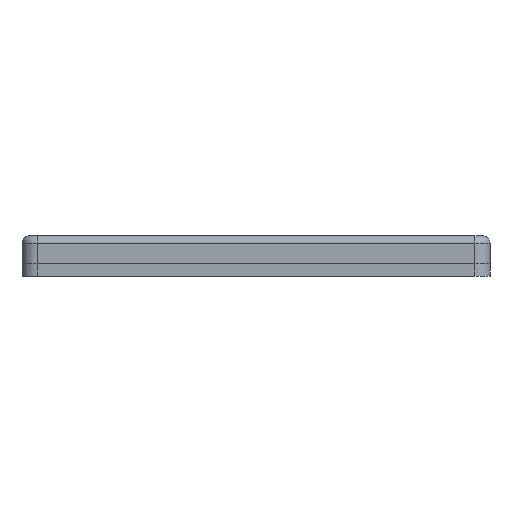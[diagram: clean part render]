
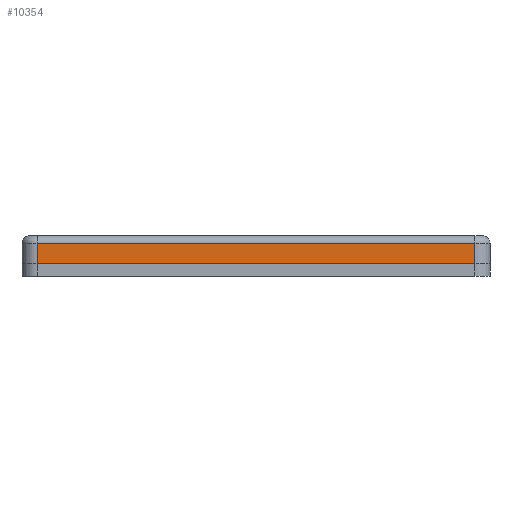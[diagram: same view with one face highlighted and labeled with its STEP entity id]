
A CAD part, left-side view. The second image highlights one B-rep face of the part: STEP entity #10354.
In plain terms, the highlighted planar face has unit normal (-1, 0, 0).
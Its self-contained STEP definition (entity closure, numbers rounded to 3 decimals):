
#371 = CYLINDRICAL_SURFACE('',#372,1.);
#372 = AXIS2_PLACEMENT_3D('',#373,#374,#375);
#373 = CARTESIAN_POINT('',(-45.862,-29.051,2.7));
#374 = DIRECTION('',(0.,1.,0.));
#375 = DIRECTION('',(0.,0.,1.));
#4086 = VERTEX_POINT('',#4087);
#4087 = CARTESIAN_POINT('',(-46.862,29.051,2.7));
#4124 = CYLINDRICAL_SURFACE('',#4125,2.);
#4125 = AXIS2_PLACEMENT_3D('',#4126,#4127,#4128);
#4126 = CARTESIAN_POINT('',(-44.862,29.051,0.));
#4127 = DIRECTION('',(-0.,-0.,-1.));
#4128 = DIRECTION('',(1.,0.,0.));
#4187 = VERTEX_POINT('',#4188);
#4188 = CARTESIAN_POINT('',(-46.862,-29.051,2.7));
#4208 = EDGE_CURVE('',#4187,#4086,#4209,.T.);
#4209 = SURFACE_CURVE('',#4210,(#4214,#4221),.PCURVE_S1.);
#4210 = LINE('',#4211,#4212);
#4211 = CARTESIAN_POINT('',(-46.862,-29.051,2.7));
#4212 = VECTOR('',#4213,1.);
#4213 = DIRECTION('',(0.,1.,0.));
#4214 = PCURVE('',#371,#4215);
#4215 = DEFINITIONAL_REPRESENTATION('',(#4216),#4220);
#4216 = LINE('',#4217,#4218);
#4217 = CARTESIAN_POINT('',(-1.571,0.));
#4218 = VECTOR('',#4219,1.);
#4219 = DIRECTION('',(-0.,1.));
#4220 = ( GEOMETRIC_REPRESENTATION_CONTEXT(2) 
PARAMETRIC_REPRESENTATION_CONTEXT() REPRESENTATION_CONTEXT('2D SPACE',''
  ) );
#4221 = PCURVE('',#4222,#4227);
#4222 = PLANE('',#4223);
#4223 = AXIS2_PLACEMENT_3D('',#4224,#4225,#4226);
#4224 = CARTESIAN_POINT('',(-46.862,-29.051,0.));
#4225 = DIRECTION('',(-1.,0.,0.));
#4226 = DIRECTION('',(0.,1.,0.));
#4227 = DEFINITIONAL_REPRESENTATION('',(#4228),#4232);
#4228 = LINE('',#4229,#4230);
#4229 = CARTESIAN_POINT('',(0.,-2.7));
#4230 = VECTOR('',#4231,1.);
#4231 = DIRECTION('',(1.,0.));
#4232 = ( GEOMETRIC_REPRESENTATION_CONTEXT(2) 
PARAMETRIC_REPRESENTATION_CONTEXT() REPRESENTATION_CONTEXT('2D SPACE',''
  ) );
#4325 = CYLINDRICAL_SURFACE('',#4326,2.);
#4326 = AXIS2_PLACEMENT_3D('',#4327,#4328,#4329);
#4327 = CARTESIAN_POINT('',(-44.862,-29.051,0.));
#4328 = DIRECTION('',(-0.,-0.,-1.));
#4329 = DIRECTION('',(1.,0.,0.));
#9941 = PLANE('',#9942);
#9942 = AXIS2_PLACEMENT_3D('',#9943,#9944,#9945);
#9943 = CARTESIAN_POINT('',(-46.863,-29.051,0.));
#9944 = DIRECTION('',(1.,0.,0.));
#9945 = DIRECTION('',(0.,1.,0.));
#10311 = EDGE_CURVE('',#10312,#4086,#10314,.T.);
#10312 = VERTEX_POINT('',#10313);
#10313 = CARTESIAN_POINT('',(-46.862,29.051,0.));
#10314 = SURFACE_CURVE('',#10315,(#10319,#10326),.PCURVE_S1.);
#10315 = LINE('',#10316,#10317);
#10316 = CARTESIAN_POINT('',(-46.862,29.051,0.));
#10317 = VECTOR('',#10318,1.);
#10318 = DIRECTION('',(0.,0.,1.));
#10319 = PCURVE('',#4124,#10320);
#10320 = DEFINITIONAL_REPRESENTATION('',(#10321),#10325);
#10321 = LINE('',#10322,#10323);
#10322 = CARTESIAN_POINT('',(-3.142,0.));
#10323 = VECTOR('',#10324,1.);
#10324 = DIRECTION('',(-0.,-1.));
#10325 = ( GEOMETRIC_REPRESENTATION_CONTEXT(2) 
PARAMETRIC_REPRESENTATION_CONTEXT() REPRESENTATION_CONTEXT('2D SPACE',''
  ) );
#10326 = PCURVE('',#4222,#10327);
#10327 = DEFINITIONAL_REPRESENTATION('',(#10328),#10332);
#10328 = LINE('',#10329,#10330);
#10329 = CARTESIAN_POINT('',(58.102,0.));
#10330 = VECTOR('',#10331,1.);
#10331 = DIRECTION('',(0.,-1.));
#10332 = ( GEOMETRIC_REPRESENTATION_CONTEXT(2) 
PARAMETRIC_REPRESENTATION_CONTEXT() REPRESENTATION_CONTEXT('2D SPACE',''
  ) );
#10354 = ADVANCED_FACE('',(#10355),#4222,.T.);
#10355 = FACE_BOUND('',#10356,.T.);
#10356 = EDGE_LOOP('',(#10357,#10380,#10381,#10382));
#10357 = ORIENTED_EDGE('',*,*,#10358,.T.);
#10358 = EDGE_CURVE('',#10359,#4187,#10361,.T.);
#10359 = VERTEX_POINT('',#10360);
#10360 = CARTESIAN_POINT('',(-46.862,-29.051,0.));
#10361 = SURFACE_CURVE('',#10362,(#10366,#10373),.PCURVE_S1.);
#10362 = LINE('',#10363,#10364);
#10363 = CARTESIAN_POINT('',(-46.862,-29.051,0.));
#10364 = VECTOR('',#10365,1.);
#10365 = DIRECTION('',(0.,0.,1.));
#10366 = PCURVE('',#4222,#10367);
#10367 = DEFINITIONAL_REPRESENTATION('',(#10368),#10372);
#10368 = LINE('',#10369,#10370);
#10369 = CARTESIAN_POINT('',(0.,0.));
#10370 = VECTOR('',#10371,1.);
#10371 = DIRECTION('',(0.,-1.));
#10372 = ( GEOMETRIC_REPRESENTATION_CONTEXT(2) 
PARAMETRIC_REPRESENTATION_CONTEXT() REPRESENTATION_CONTEXT('2D SPACE',''
  ) );
#10373 = PCURVE('',#4325,#10374);
#10374 = DEFINITIONAL_REPRESENTATION('',(#10375),#10379);
#10375 = LINE('',#10376,#10377);
#10376 = CARTESIAN_POINT('',(-3.142,0.));
#10377 = VECTOR('',#10378,1.);
#10378 = DIRECTION('',(-0.,-1.));
#10379 = ( GEOMETRIC_REPRESENTATION_CONTEXT(2) 
PARAMETRIC_REPRESENTATION_CONTEXT() REPRESENTATION_CONTEXT('2D SPACE',''
  ) );
#10380 = ORIENTED_EDGE('',*,*,#4208,.T.);
#10381 = ORIENTED_EDGE('',*,*,#10311,.F.);
#10382 = ORIENTED_EDGE('',*,*,#10383,.F.);
#10383 = EDGE_CURVE('',#10359,#10312,#10384,.T.);
#10384 = SURFACE_CURVE('',#10385,(#10389,#10396),.PCURVE_S1.);
#10385 = LINE('',#10386,#10387);
#10386 = CARTESIAN_POINT('',(-46.862,-29.051,0.));
#10387 = VECTOR('',#10388,1.);
#10388 = DIRECTION('',(0.,1.,0.));
#10389 = PCURVE('',#4222,#10390);
#10390 = DEFINITIONAL_REPRESENTATION('',(#10391),#10395);
#10391 = LINE('',#10392,#10393);
#10392 = CARTESIAN_POINT('',(0.,0.));
#10393 = VECTOR('',#10394,1.);
#10394 = DIRECTION('',(1.,0.));
#10395 = ( GEOMETRIC_REPRESENTATION_CONTEXT(2) 
PARAMETRIC_REPRESENTATION_CONTEXT() REPRESENTATION_CONTEXT('2D SPACE',''
  ) );
#10396 = PCURVE('',#9941,#10397);
#10397 = DEFINITIONAL_REPRESENTATION('',(#10398),#10402);
#10398 = LINE('',#10399,#10400);
#10399 = CARTESIAN_POINT('',(0.,0.));
#10400 = VECTOR('',#10401,1.);
#10401 = DIRECTION('',(1.,0.));
#10402 = ( GEOMETRIC_REPRESENTATION_CONTEXT(2) 
PARAMETRIC_REPRESENTATION_CONTEXT() REPRESENTATION_CONTEXT('2D SPACE',''
  ) );
